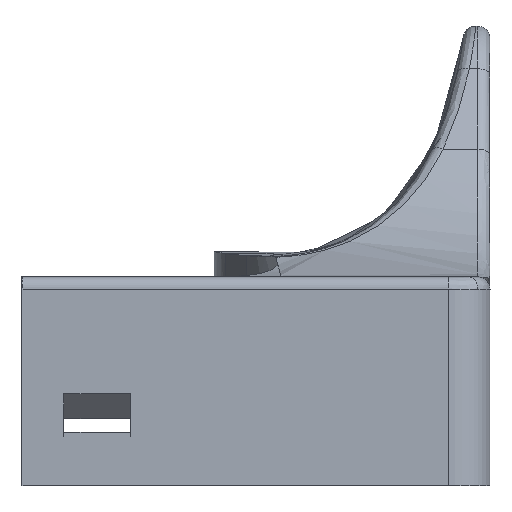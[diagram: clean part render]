
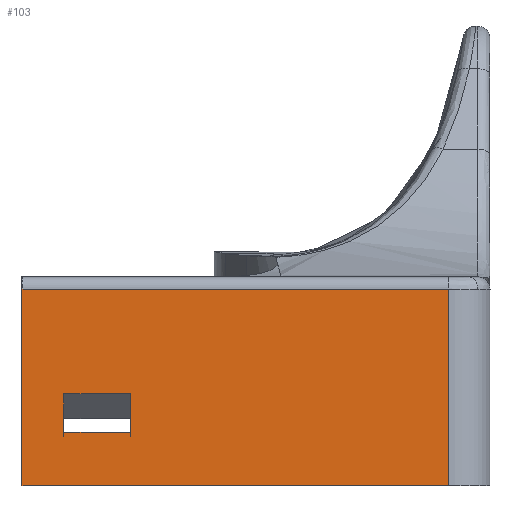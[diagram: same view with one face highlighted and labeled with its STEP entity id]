
A CAD part, left-side view. The second image highlights one B-rep face of the part: STEP entity #103.
In plain terms, the highlighted planar face has unit normal (-1, 0, 0).
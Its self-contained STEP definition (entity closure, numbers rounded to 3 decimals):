
#33=FACE_BOUND('',#309,.T.);
#103=ADVANCED_FACE('',(#201,#33),#1613,.T.);
#201=FACE_OUTER_BOUND('',#308,.T.);
#308=EDGE_LOOP('',(#697,#698,#699,#700));
#309=EDGE_LOOP('',(#701,#702,#703,#704));
#697=ORIENTED_EDGE('',*,*,#1039,.T.);
#698=ORIENTED_EDGE('',*,*,#864,.F.);
#699=ORIENTED_EDGE('',*,*,#880,.T.);
#700=ORIENTED_EDGE('',*,*,#1040,.F.);
#701=ORIENTED_EDGE('',*,*,#884,.F.);
#702=ORIENTED_EDGE('',*,*,#882,.T.);
#703=ORIENTED_EDGE('',*,*,#883,.F.);
#704=ORIENTED_EDGE('',*,*,#881,.F.);
#864=EDGE_CURVE('',#1373,#1479,#1260,.T.);
#880=EDGE_CURVE('',#1373,#1389,#1117,.T.);
#881=EDGE_CURVE('',#1390,#1391,#1267,.T.);
#882=EDGE_CURVE('',#1392,#1393,#1268,.T.);
#883=EDGE_CURVE('',#1391,#1393,#1118,.T.);
#884=EDGE_CURVE('',#1392,#1390,#1119,.T.);
#1039=EDGE_CURVE('',#1483,#1479,#1234,.T.);
#1040=EDGE_CURVE('',#1483,#1389,#1309,.T.);
#1117=B_SPLINE_CURVE_WITH_KNOTS('',1,(#2641,#2642),.UNSPECIFIED.,.F.,.F.,
(2,2),(0.,68.),.UNSPECIFIED.);
#1118=B_SPLINE_CURVE_WITH_KNOTS('',1,(#2649,#2650),.UNSPECIFIED.,.F.,.F.,
(2,2),(-8.,0.),.UNSPECIFIED.);
#1119=B_SPLINE_CURVE_WITH_KNOTS('',1,(#2651,#2652),.UNSPECIFIED.,.F.,.F.,
(2,2),(0.,8.),.UNSPECIFIED.);
#1234=B_SPLINE_CURVE_WITH_KNOTS('',1,(#3104,#3105),.UNSPECIFIED.,.F.,.F.,
(2,2),(0.,51.),.UNSPECIFIED.);
#1260=(
BOUNDED_CURVE()
B_SPLINE_CURVE(2,(#2592,#2593,#2594),.UNSPECIFIED.,.F.,.F.)
B_SPLINE_CURVE_WITH_KNOTS((3,3),(-30.,-27.162),.UNSPECIFIED.)
CURVE()
GEOMETRIC_REPRESENTATION_ITEM()
RATIONAL_B_SPLINE_CURVE((1.,1.,1.))
REPRESENTATION_ITEM('')
);
#1267=(
BOUNDED_CURVE()
B_SPLINE_CURVE(2,(#2643,#2644,#2645),.UNSPECIFIED.,.F.,.F.)
B_SPLINE_CURVE_WITH_KNOTS((3,3),(-109.013,-108.444),
 .UNSPECIFIED.)
CURVE()
GEOMETRIC_REPRESENTATION_ITEM()
RATIONAL_B_SPLINE_CURVE((1.,1.,1.))
REPRESENTATION_ITEM('')
);
#1268=(
BOUNDED_CURVE()
B_SPLINE_CURVE(2,(#2646,#2647,#2648),.UNSPECIFIED.,.F.,.F.)
B_SPLINE_CURVE_WITH_KNOTS((3,3),(-109.013,-108.444),
 .UNSPECIFIED.)
CURVE()
GEOMETRIC_REPRESENTATION_ITEM()
RATIONAL_B_SPLINE_CURVE((1.,1.,1.))
REPRESENTATION_ITEM('')
);
#1309=(
BOUNDED_CURVE()
B_SPLINE_CURVE(1,(#3106,#3107),.UNSPECIFIED.,.F.,.F.)
B_SPLINE_CURVE_WITH_KNOTS((2,2),(1.5,25.),
 .UNSPECIFIED.)
CURVE()
GEOMETRIC_REPRESENTATION_ITEM()
RATIONAL_B_SPLINE_CURVE((1.,1.))
REPRESENTATION_ITEM('')
);
#1373=VERTEX_POINT('',#2386);
#1389=VERTEX_POINT('',#2402);
#1390=VERTEX_POINT('',#2403);
#1391=VERTEX_POINT('',#2404);
#1392=VERTEX_POINT('',#2405);
#1393=VERTEX_POINT('',#2406);
#1479=VERTEX_POINT('',#2492);
#1483=VERTEX_POINT('',#2496);
#1613=PLANE('',#1683);
#1683=AXIS2_PLACEMENT_3D('',#2058,#1736,$);
#1736=DIRECTION('',(-1.,0.,0.));
#2058=CARTESIAN_POINT('',(-14.,-22.,14.));
#2386=CARTESIAN_POINT('',(-14.,-22.,-11.));
#2402=CARTESIAN_POINT('',(-14.,-73.,-11.));
#2403=CARTESIAN_POINT('',(-14.,-35.,-4.596));
#2404=CARTESIAN_POINT('',(-14.,-35.,0.));
#2405=CARTESIAN_POINT('',(-14.,-27.,-4.596));
#2406=CARTESIAN_POINT('',(-14.,-27.,0.));
#2492=CARTESIAN_POINT('',(-14.,-22.,12.5));
#2496=CARTESIAN_POINT('',(-14.,-73.,12.5));
#2592=CARTESIAN_POINT('',(-14.,-22.,-11.));
#2593=CARTESIAN_POINT('',(-14.,-22.,-0.593));
#2594=CARTESIAN_POINT('',(-14.,-22.,12.5));
#2641=CARTESIAN_POINT('',(-14.,-22.,-11.));
#2642=CARTESIAN_POINT('',(-14.,-73.,-11.));
#2643=CARTESIAN_POINT('',(-14.,-35.,-4.596));
#2644=CARTESIAN_POINT('',(-14.,-35.,-2.352));
#2645=CARTESIAN_POINT('',(-14.,-35.,0.));
#2646=CARTESIAN_POINT('',(-14.,-27.,-4.596));
#2647=CARTESIAN_POINT('',(-14.,-27.,-2.352));
#2648=CARTESIAN_POINT('',(-14.,-27.,0.));
#2649=CARTESIAN_POINT('',(-14.,-35.,0.));
#2650=CARTESIAN_POINT('',(-14.,-27.,0.));
#2651=CARTESIAN_POINT('',(-14.,-27.,-4.596));
#2652=CARTESIAN_POINT('',(-14.,-35.,-4.596));
#3104=CARTESIAN_POINT('',(-14.,-73.,12.5));
#3105=CARTESIAN_POINT('',(-14.,-22.,12.5));
#3106=CARTESIAN_POINT('',(-14.,-73.,12.5));
#3107=CARTESIAN_POINT('',(-14.,-73.,-11.));
